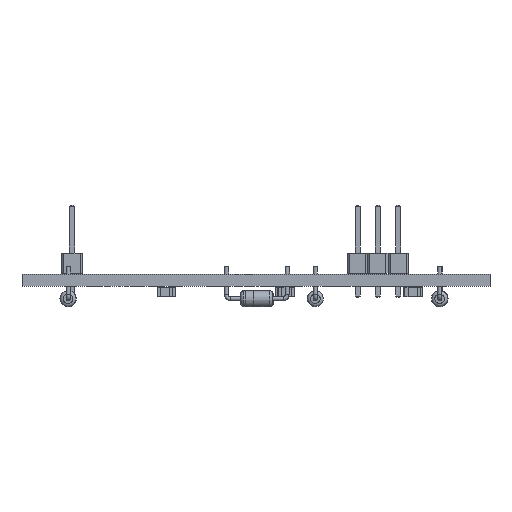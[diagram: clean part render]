
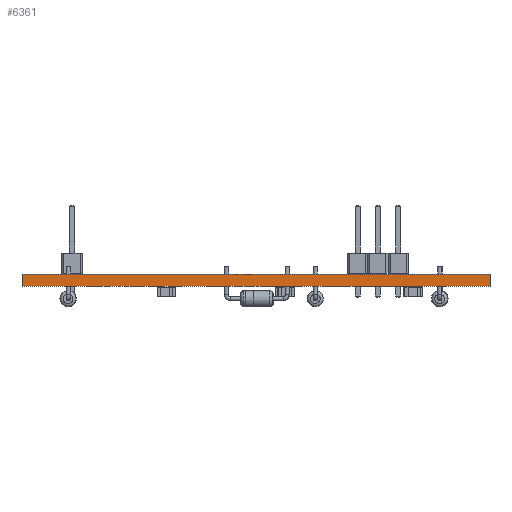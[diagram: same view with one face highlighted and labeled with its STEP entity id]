
A CAD part, front view. The second image highlights one B-rep face of the part: STEP entity #6361.
In plain terms, the highlighted planar face has unit normal (0, -1, 0).
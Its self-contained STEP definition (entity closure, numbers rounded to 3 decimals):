
#6361 = ADVANCED_FACE('',(#6362),#6396,.T.);
#6362 = FACE_BOUND('',#6363,.T.);
#6363 = EDGE_LOOP('',(#6364,#6374,#6382,#6390));
#6364 = ORIENTED_EDGE('',*,*,#6365,.T.);
#6365 = EDGE_CURVE('',#6366,#6368,#6370,.T.);
#6366 = VERTEX_POINT('',#6367);
#6367 = CARTESIAN_POINT('',(178.53,-118.34,0.));
#6368 = VERTEX_POINT('',#6369);
#6369 = CARTESIAN_POINT('',(178.53,-118.34,1.51));
#6370 = LINE('',#6371,#6372);
#6371 = CARTESIAN_POINT('',(178.53,-118.34,0.));
#6372 = VECTOR('',#6373,1.);
#6373 = DIRECTION('',(0.,0.,1.));
#6374 = ORIENTED_EDGE('',*,*,#6375,.T.);
#6375 = EDGE_CURVE('',#6368,#6376,#6378,.T.);
#6376 = VERTEX_POINT('',#6377);
#6377 = CARTESIAN_POINT('',(119.89,-118.34,1.51));
#6378 = LINE('',#6379,#6380);
#6379 = CARTESIAN_POINT('',(178.53,-118.34,1.51));
#6380 = VECTOR('',#6381,1.);
#6381 = DIRECTION('',(-1.,0.,0.));
#6382 = ORIENTED_EDGE('',*,*,#6383,.F.);
#6383 = EDGE_CURVE('',#6384,#6376,#6386,.T.);
#6384 = VERTEX_POINT('',#6385);
#6385 = CARTESIAN_POINT('',(119.89,-118.34,0.));
#6386 = LINE('',#6387,#6388);
#6387 = CARTESIAN_POINT('',(119.89,-118.34,0.));
#6388 = VECTOR('',#6389,1.);
#6389 = DIRECTION('',(0.,0.,1.));
#6390 = ORIENTED_EDGE('',*,*,#6391,.F.);
#6391 = EDGE_CURVE('',#6366,#6384,#6392,.T.);
#6392 = LINE('',#6393,#6394);
#6393 = CARTESIAN_POINT('',(178.53,-118.34,0.));
#6394 = VECTOR('',#6395,1.);
#6395 = DIRECTION('',(-1.,0.,0.));
#6396 = PLANE('',#6397);
#6397 = AXIS2_PLACEMENT_3D('',#6398,#6399,#6400);
#6398 = CARTESIAN_POINT('',(178.53,-118.34,0.));
#6399 = DIRECTION('',(0.,-1.,0.));
#6400 = DIRECTION('',(-1.,0.,0.));
